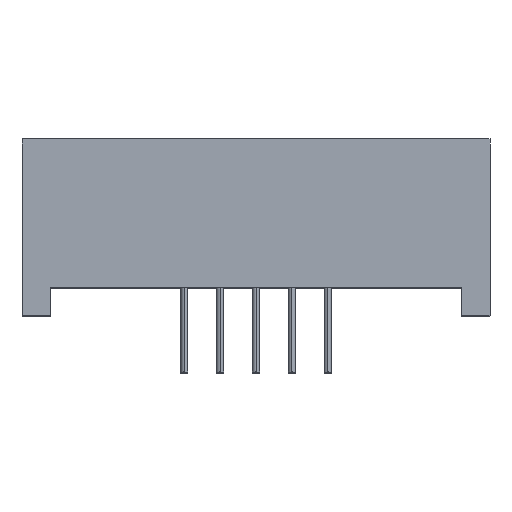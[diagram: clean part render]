
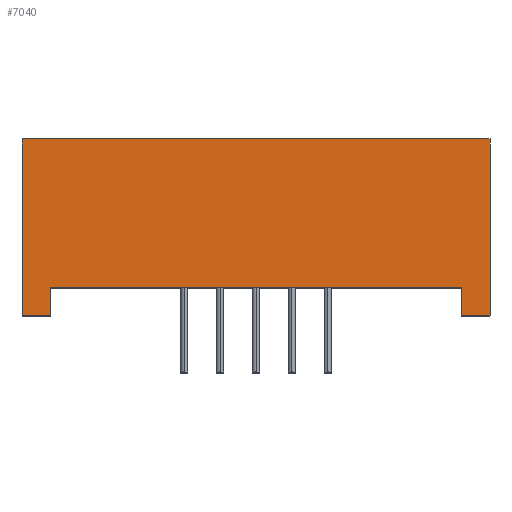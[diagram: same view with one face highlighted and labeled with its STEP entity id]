
A CAD part, top view. The second image highlights one B-rep face of the part: STEP entity #7040.
In plain terms, the highlighted planar face has unit normal (0, 0, 1).
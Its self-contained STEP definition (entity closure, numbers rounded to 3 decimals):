
#878 = CARTESIAN_POINT ( 'NONE',  ( 14.575, -10.5, 23.5 ) ) ;
#879 = CARTESIAN_POINT ( 'NONE',  ( -14.575, -10.5, 23.5 ) ) ;
#2786 = VERTEX_POINT ( 'NONE', #878 ) ;
#2787 = VERTEX_POINT ( 'NONE', #879 ) ;
#6877 = EDGE_CURVE ( 'NONE', #2787, #2786, #15676, .T. ) ;
#7011 = EDGE_CURVE ( 'NONE', #8781, #8780, #15062, .T. ) ;
#7040 = ADVANCED_FACE ( 'NONE', ( #9816 ), #13132, .T. ) ;
#8240 = ORIENTED_EDGE ( 'NONE', *, *, #8315, .T. ) ;
#8241 = ORIENTED_EDGE ( 'NONE', *, *, #8299, .T. ) ;
#8242 = ORIENTED_EDGE ( 'NONE', *, *, #8326, .T. ) ;
#8243 = ORIENTED_EDGE ( 'NONE', *, *, #6877, .T. ) ;
#8244 = ORIENTED_EDGE ( 'NONE', *, *, #7011, .T. ) ;
#8245 = ORIENTED_EDGE ( 'NONE', *, *, #8308, .T. ) ;
#8246 = ORIENTED_EDGE ( 'NONE', *, *, #8360, .F. ) ;
#8247 = ORIENTED_EDGE ( 'NONE', *, *, #8310, .F. ) ;
#8299 = EDGE_CURVE ( 'NONE', #8842, #8788, #14396, .T. ) ;
#8308 = EDGE_CURVE ( 'NONE', #8780, #8822, #14423, .T. ) ;
#8310 = EDGE_CURVE ( 'NONE', #8842, #8821, #14429, .T. ) ;
#8315 = EDGE_CURVE ( 'NONE', #2786, #8781, #14444, .T. ) ;
#8326 = EDGE_CURVE ( 'NONE', #8788, #2787, #14477, .T. ) ;
#8360 = EDGE_CURVE ( 'NONE', #8821, #8822, #14579, .T. ) ;
#8503 = EDGE_LOOP ( 'NONE', ( #8241, #8242, #8243, #8240, #8244, #8245, #8246, #8247 ) ) ;
#8780 = VERTEX_POINT ( 'NONE', #11672 ) ;
#8781 = VERTEX_POINT ( 'NONE', #11673 ) ;
#8788 = VERTEX_POINT ( 'NONE', #11680 ) ;
#8821 = VERTEX_POINT ( 'NONE', #11713 ) ;
#8822 = VERTEX_POINT ( 'NONE', #11714 ) ;
#8842 = VERTEX_POINT ( 'NONE', #11734 ) ;
#9669 = VECTOR ( 'NONE', #15064, 1000. ) ;
#9816 = FACE_OUTER_BOUND ( 'NONE', #8503, .T. ) ;
#9818 = AXIS2_PLACEMENT_3D ( 'NONE', #13133, #13134, #13135 ) ;
#9955 = VECTOR ( 'NONE', #14398, 1000. ) ;
#9964 = VECTOR ( 'NONE', #14425, 1000. ) ;
#9966 = VECTOR ( 'NONE', #14431, 1000. ) ;
#9970 = VECTOR ( 'NONE', #14446, 1000. ) ;
#9981 = VECTOR ( 'NONE', #14479, 1000. ) ;
#10015 = VECTOR ( 'NONE', #14581, 1000. ) ;
#11672 = CARTESIAN_POINT ( 'NONE',  ( 16.575, -12.5, 23.5 ) ) ;
#11673 = CARTESIAN_POINT ( 'NONE',  ( 14.575, -12.5, 23.5 ) ) ;
#11680 = CARTESIAN_POINT ( 'NONE',  ( -14.575, -12.5, 23.5 ) ) ;
#11713 = CARTESIAN_POINT ( 'NONE',  ( -16.575, 0., 23.5 ) ) ;
#11714 = CARTESIAN_POINT ( 'NONE',  ( 16.575, 0., 23.5 ) ) ;
#11734 = CARTESIAN_POINT ( 'NONE',  ( -16.575, -12.5, 23.5 ) ) ;
#13132 = PLANE ( 'NONE',  #9818 ) ;
#13133 = CARTESIAN_POINT ( 'NONE',  ( -44.877, -12.5, 23.5 ) ) ;
#13134 = DIRECTION ( 'NONE',  ( 0., 0., 1. ) ) ;
#13135 = DIRECTION ( 'NONE',  ( 1., 0., 0. ) ) ;
#14396 = LINE ( 'NONE', #14397, #9955 ) ;
#14397 = CARTESIAN_POINT ( 'NONE',  ( -44.877, -12.5, 23.5 ) ) ;
#14398 = DIRECTION ( 'NONE',  ( 1., 0., 0. ) ) ;
#14423 = LINE ( 'NONE', #14424, #9964 ) ;
#14424 = CARTESIAN_POINT ( 'NONE',  ( 16.575, -12.5, 23.5 ) ) ;
#14425 = DIRECTION ( 'NONE',  ( 0., 1., 0. ) ) ;
#14429 = LINE ( 'NONE', #14430, #9966 ) ;
#14430 = CARTESIAN_POINT ( 'NONE',  ( -16.575, -12.5, 23.5 ) ) ;
#14431 = DIRECTION ( 'NONE',  ( 0., 1., 0. ) ) ;
#14444 = LINE ( 'NONE', #14445, #9970 ) ;
#14445 = CARTESIAN_POINT ( 'NONE',  ( 14.575, -33.948, 23.5 ) ) ;
#14446 = DIRECTION ( 'NONE',  ( 0., -1., 0. ) ) ;
#14477 = LINE ( 'NONE', #14478, #9981 ) ;
#14478 = CARTESIAN_POINT ( 'NONE',  ( -14.575, -33.948, 23.5 ) ) ;
#14479 = DIRECTION ( 'NONE',  ( 0., 1., 0. ) ) ;
#14579 = LINE ( 'NONE', #14580, #10015 ) ;
#14580 = CARTESIAN_POINT ( 'NONE',  ( -44.877, 0., 23.5 ) ) ;
#14581 = DIRECTION ( 'NONE',  ( 1., 0., 0. ) ) ;
#15062 = LINE ( 'NONE', #15063, #9669 ) ;
#15063 = CARTESIAN_POINT ( 'NONE',  ( -44.877, -12.5, 23.5 ) ) ;
#15064 = DIRECTION ( 'NONE',  ( 1., 0., 0. ) ) ;
#15594 = VECTOR ( 'NONE', #15678, 1000. ) ;
#15676 = LINE ( 'NONE', #15677, #15594 ) ;
#15677 = CARTESIAN_POINT ( 'NONE',  ( 0., -10.5, 23.5 ) ) ;
#15678 = DIRECTION ( 'NONE',  ( 1., 0., 0. ) ) ;
